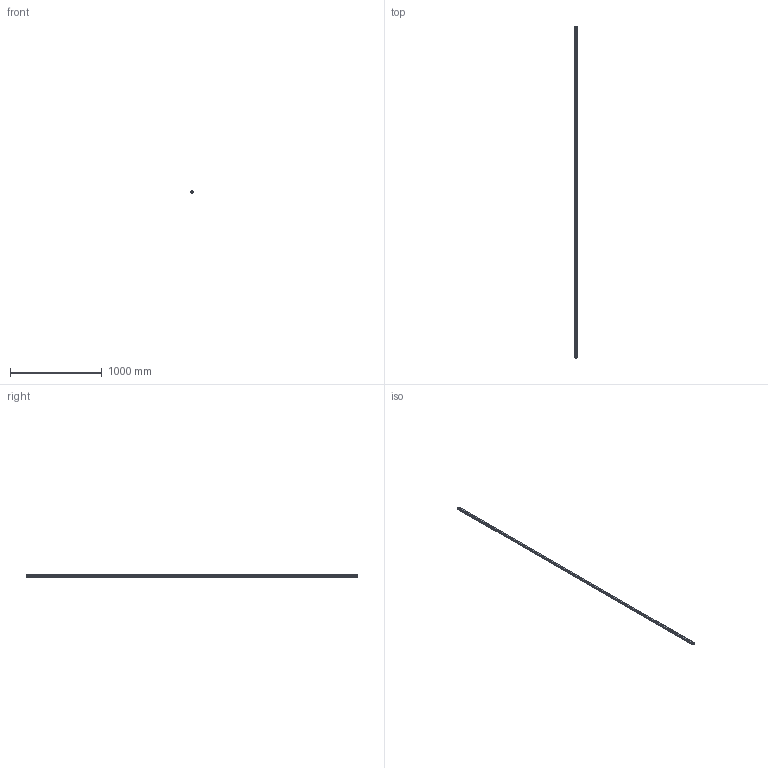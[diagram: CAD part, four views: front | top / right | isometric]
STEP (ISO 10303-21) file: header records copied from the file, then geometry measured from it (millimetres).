
FILE_DESCRIPTION(('STEP AP214'),'1');
FILE_NAME('cctmp_BD9D834F-1EE8-4BCF-93ED-0F13FD019438_2021_01_25_14_55_25_0836..stp','2021-01-25T13:55:26',('HIWIN GmbH'),('CADClick - www.CADClick.com'),'Spatial InterOp 3D',' ','unknown authorization');
FILE_SCHEMA(('AUTOMOTIVE_DESIGN'));
Length unit declared in the file: millimetre
Products named in the file (1): HGR25T3610C_FILE
Bounding box: 23 x 3610 x 22 mm (x, y, z)
Volume: 1560850.2 mm3; surface area: 342471 mm2
Topology: 1 solids, 1 shells, 531 faces, 1635 edges, 990 vertices
Faces by surface type: plane 269, cylinder 142, cone 120
Entity records: 21885 total; most frequent: DIRECTION 3343, CARTESIAN_POINT 3037, ORIENTED_EDGE 3030, EDGE_CURVE 1515, AXIS2_PLACEMENT_3D 1296, VERTEX_POINT 990, LINE 751, VECTOR 751
